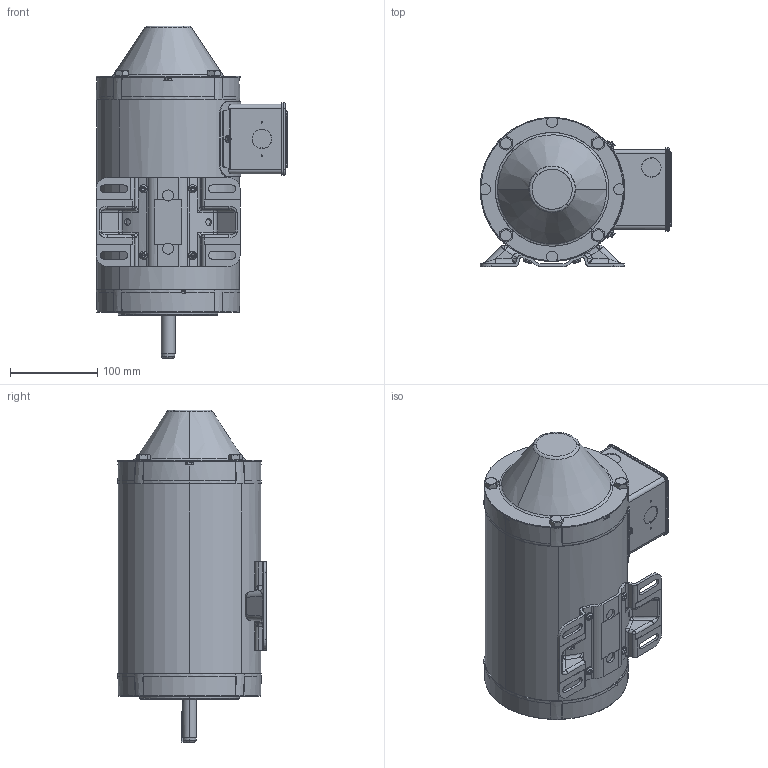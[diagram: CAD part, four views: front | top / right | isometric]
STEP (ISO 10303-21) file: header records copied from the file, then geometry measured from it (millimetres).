
FILE_DESCRIPTION (( 'STEP AP214' ), '1' );
FILE_NAME ('104043-856_RevJ.STEP', '2022-01-04T00:51:31', ( '' ), ( '' ), 'SwSTEP 2.0', 'SolidWorks 2017', '' );
FILE_SCHEMA (( 'AUTOMOTIVE_DESIGN' ));
Length unit declared in the file: inch
Products named in the file (1): 104043-856_RevJ
Bounding box: 219.9 x 170.76 x 380.56 mm (x, y, z)
Volume: 832715.4 mm3; surface area: 637009.9 mm2
Topology: 37 solids, 37 shells, 3504 faces, 9119 edges, 5726 vertices
Faces by surface type: plane 1293, cylinder 804, bspline 788, cone 619
Entity records: 142399 total; most frequent: CARTESIAN_POINT 62226, ORIENTED_EDGE 18142, DIRECTION 14815, EDGE_CURVE 9071, AXIS2_PLACEMENT_3D 5771, VERTEX_POINT 5726, EDGE_LOOP 3757, ADVANCED_FACE 3504
